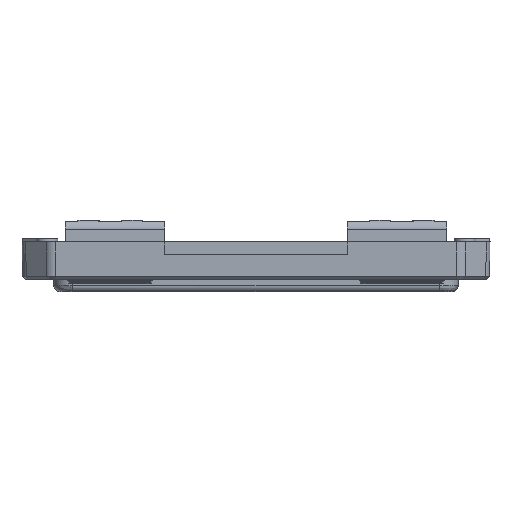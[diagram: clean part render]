
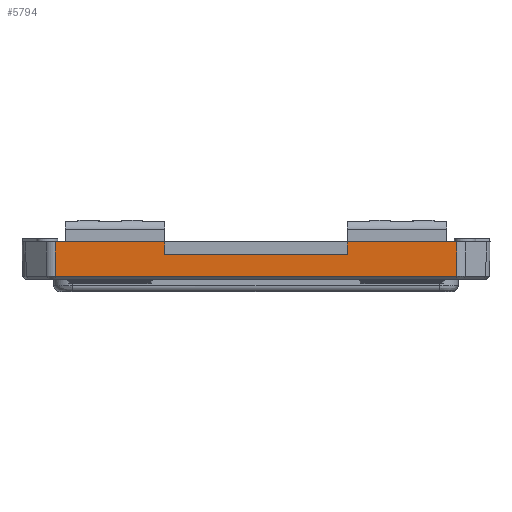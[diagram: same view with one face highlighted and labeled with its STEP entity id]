
A CAD part, left-side view. The second image highlights one B-rep face of the part: STEP entity #5794.
In plain terms, the highlighted planar face has unit normal (-1, 0, -0.018).
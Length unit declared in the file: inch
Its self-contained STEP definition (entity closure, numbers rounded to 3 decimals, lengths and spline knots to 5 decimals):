
#116 = VERTEX_POINT ( 'NONE', #20041 ) ;
#156 = VERTEX_POINT ( 'NONE', #3390 ) ;
#160 = VERTEX_POINT ( 'NONE', #8393 ) ;
#205 = VECTOR ( 'NONE', #413, 39.37008 ) ;
#318 = CARTESIAN_POINT ( 'NONE',  ( -4.87046, 0., 0.30999 ) ) ;
#345 = LINE ( 'NONE', #20567, #10934 ) ;
#413 = DIRECTION ( 'NONE',  ( 0., 1., 0. ) ) ;
#668 = CARTESIAN_POINT ( 'NONE',  ( -4.87814, 1.83686, 0.75 ) ) ;
#765 = LINE ( 'NONE', #7410, #4399 ) ;
#768 = DIRECTION ( 'NONE',  ( 0., 1., 0. ) ) ;
#817 = EDGE_LOOP ( 'NONE', ( #12802, #8135, #5858, #20428, #2049, #6365, #8682, #19328, #18966, #3476 ) ) ;
#1531 = CARTESIAN_POINT ( 'NONE',  ( -4.8825, -1.8325, 1. ) ) ;
#2049 = ORIENTED_EDGE ( 'NONE', *, *, #6007, .T. ) ;
#2340 = LINE ( 'NONE', #12220, #3690 ) ;
#2844 = LINE ( 'NONE', #16229, #17941 ) ;
#3276 = CARTESIAN_POINT ( 'NONE',  ( -4.87814, 1.83686, 0.75 ) ) ;
#3390 = CARTESIAN_POINT ( 'NONE',  ( -4.87046, -4.02497, 0.30999 ) ) ;
#3476 = ORIENTED_EDGE ( 'NONE', *, *, #11631, .T. ) ;
#3690 = VECTOR ( 'NONE', #18865, 39.37008 ) ;
#4069 = LINE ( 'NONE', #17348, #15500 ) ;
#4399 = VECTOR ( 'NONE', #14031, 39.37008 ) ;
#5186 = CARTESIAN_POINT ( 'NONE',  ( -4.8825, 4.1335, 1. ) ) ;
#5794 = ADVANCED_FACE ( 'NONE', ( #15059 ), #16921, .T. ) ;
#5858 = ORIENTED_EDGE ( 'NONE', *, *, #20392, .T. ) ;
#5962 = EDGE_CURVE ( 'NONE', #160, #20268, #2340, .T. ) ;
#6007 = EDGE_CURVE ( 'NONE', #8815, #16876, #13063, .T. ) ;
#6365 = ORIENTED_EDGE ( 'NONE', *, *, #13991, .T. ) ;
#6423 = EDGE_CURVE ( 'NONE', #156, #20079, #6856, .T. ) ;
#6486 = VECTOR ( 'NONE', #19705, 39.37008 ) ;
#6856 = LINE ( 'NONE', #318, #205 ) ;
#7001 = VERTEX_POINT ( 'NONE', #3276 ) ;
#7124 = DIRECTION ( 'NONE',  ( -1., 0., -0.017 ) ) ;
#7129 = CARTESIAN_POINT ( 'NONE',  ( -4.8825, 4.02996, 1. ) ) ;
#7410 = CARTESIAN_POINT ( 'NONE',  ( -4.87814, 4.1335, 0.75 ) ) ;
#7526 = DIRECTION ( 'NONE',  ( -0.017, -0.017, 1. ) ) ;
#7645 = DIRECTION ( 'NONE',  ( 0.017, 0.007, -1. ) ) ;
#8135 = ORIENTED_EDGE ( 'NONE', *, *, #10655, .T. ) ;
#8393 = CARTESIAN_POINT ( 'NONE',  ( -4.8825, -4.02996, 1. ) ) ;
#8682 = ORIENTED_EDGE ( 'NONE', *, *, #6423, .F. ) ;
#8815 = VERTEX_POINT ( 'NONE', #14497 ) ;
#10273 = EDGE_CURVE ( 'NONE', #160, #156, #2844, .T. ) ;
#10655 = EDGE_CURVE ( 'NONE', #13291, #7001, #765, .T. ) ;
#10661 = VERTEX_POINT ( 'NONE', #20674 ) ;
#10934 = VECTOR ( 'NONE', #768, 39.37008 ) ;
#11049 = CARTESIAN_POINT ( 'NONE',  ( -4.87046, 4.02497, 0.30999 ) ) ;
#11527 = CARTESIAN_POINT ( 'NONE',  ( -4.8825, 4.1335, 1. ) ) ;
#11631 = EDGE_CURVE ( 'NONE', #20268, #116, #345, .T. ) ;
#11799 = VECTOR ( 'NONE', #7526, 39.37008 ) ;
#12220 = CARTESIAN_POINT ( 'NONE',  ( -4.8825, 4.1335, 1. ) ) ;
#12659 = DIRECTION ( 'NONE',  ( 0.017, -0.007, -1. ) ) ;
#12802 = ORIENTED_EDGE ( 'NONE', *, *, #18416, .T. ) ;
#13063 = LINE ( 'NONE', #11527, #6486 ) ;
#13291 = VERTEX_POINT ( 'NONE', #20796 ) ;
#13670 = VECTOR ( 'NONE', #20664, 39.37008 ) ;
#13745 = DIRECTION ( 'NONE',  ( -0.017, 0., 1. ) ) ;
#13991 = EDGE_CURVE ( 'NONE', #16876, #20079, #4069, .T. ) ;
#14031 = DIRECTION ( 'NONE',  ( 0., 1., 0. ) ) ;
#14497 = CARTESIAN_POINT ( 'NONE',  ( -4.8825, 3.8325, 1. ) ) ;
#15059 = FACE_OUTER_BOUND ( 'NONE', #817, .T. ) ;
#15469 = LINE ( 'NONE', #1531, #21330 ) ;
#15500 = VECTOR ( 'NONE', #12659, 39.37008 ) ;
#16229 = CARTESIAN_POINT ( 'NONE',  ( -4.88199, -4.02975, 0.97087 ) ) ;
#16876 = VERTEX_POINT ( 'NONE', #7129 ) ;
#16892 = AXIS2_PLACEMENT_3D ( 'NONE', #5186, #7124, #13745 ) ;
#16921 = PLANE ( 'NONE',  #16892 ) ;
#17348 = CARTESIAN_POINT ( 'NONE',  ( -4.8825, 4.02996, 1. ) ) ;
#17416 = LINE ( 'NONE', #668, #11799 ) ;
#17577 = EDGE_CURVE ( 'NONE', #10661, #8815, #18718, .T. ) ;
#17941 = VECTOR ( 'NONE', #7645, 39.37008 ) ;
#17970 = DIRECTION ( 'NONE',  ( 0.017, -0.017, -1. ) ) ;
#18416 = EDGE_CURVE ( 'NONE', #116, #13291, #15469, .T. ) ;
#18718 = LINE ( 'NONE', #19139, #13670 ) ;
#18865 = DIRECTION ( 'NONE',  ( 0., 1., 0. ) ) ;
#18966 = ORIENTED_EDGE ( 'NONE', *, *, #5962, .T. ) ;
#19139 = CARTESIAN_POINT ( 'NONE',  ( -4.8825, 4.1335, 1. ) ) ;
#19328 = ORIENTED_EDGE ( 'NONE', *, *, #10273, .F. ) ;
#19705 = DIRECTION ( 'NONE',  ( 0., 1., 0. ) ) ;
#20041 = CARTESIAN_POINT ( 'NONE',  ( -4.8825, -1.8325, 1. ) ) ;
#20054 = CARTESIAN_POINT ( 'NONE',  ( -4.8825, -3.8325, 1. ) ) ;
#20079 = VERTEX_POINT ( 'NONE', #11049 ) ;
#20268 = VERTEX_POINT ( 'NONE', #20054 ) ;
#20392 = EDGE_CURVE ( 'NONE', #7001, #10661, #17416, .T. ) ;
#20428 = ORIENTED_EDGE ( 'NONE', *, *, #17577, .T. ) ;
#20567 = CARTESIAN_POINT ( 'NONE',  ( -4.8825, 4.1335, 1. ) ) ;
#20664 = DIRECTION ( 'NONE',  ( 0., 1., 0. ) ) ;
#20674 = CARTESIAN_POINT ( 'NONE',  ( -4.8825, 1.8325, 1. ) ) ;
#20796 = CARTESIAN_POINT ( 'NONE',  ( -4.87814, -1.83686, 0.75 ) ) ;
#21330 = VECTOR ( 'NONE', #17970, 39.37008 ) ;
